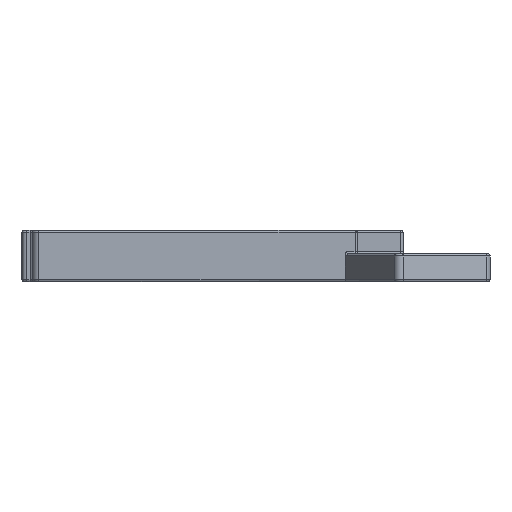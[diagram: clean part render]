
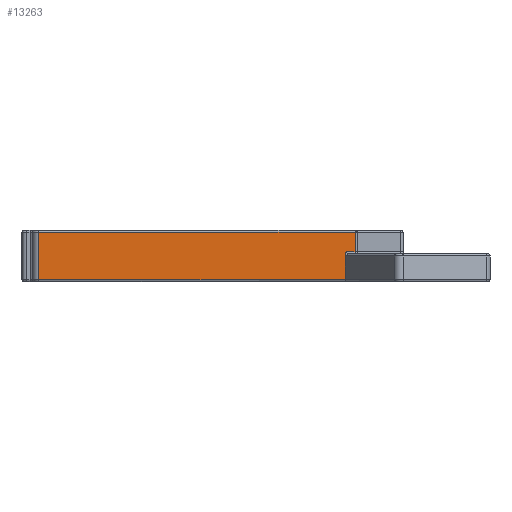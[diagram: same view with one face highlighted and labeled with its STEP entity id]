
A CAD part, left-side view. The second image highlights one B-rep face of the part: STEP entity #13263.
In plain terms, the highlighted planar face has unit normal (-1, 0, 0).
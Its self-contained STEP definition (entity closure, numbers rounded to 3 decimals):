
#246=B_SPLINE_CURVE_WITH_KNOTS('',3,(#22163,#22164,#22165,#22166,#22167,
#22168,#22169,#22170,#22171,#22172),.UNSPECIFIED.,.F.,.F.,(4,2,2,2,4),(-0.085,
-0.085,-0.038,-0.004,0.),
 .UNSPECIFIED.);
#280=PLANE('',#14544);
#681=LINE('',#20986,#1790);
#916=LINE('',#22177,#2025);
#923=LINE('',#22233,#2032);
#926=LINE('',#22249,#2035);
#929=LINE('',#22316,#2038);
#930=LINE('',#22317,#2039);
#1790=VECTOR('',#16273,10.);
#2025=VECTOR('',#17192,10.);
#2032=VECTOR('',#17231,10.);
#2035=VECTOR('',#17254,10.);
#2038=VECTOR('',#17281,10.);
#2039=VECTOR('',#17282,10.);
#3313=FACE_OUTER_BOUND('',#4209,.T.);
#4209=EDGE_LOOP('',(#10193,#10194,#10195,#10196,#10197,#10198,#10199));
#6100=VERTEX_POINT('',#20976);
#6102=VERTEX_POINT('',#20982);
#6453=VERTEX_POINT('',#22161);
#6454=VERTEX_POINT('',#22162);
#6455=VERTEX_POINT('',#22176);
#6462=VERTEX_POINT('',#22248);
#6464=VERTEX_POINT('',#22315);
#7321=EDGE_CURVE('',#6100,#6102,#681,.T.);
#7797=EDGE_CURVE('',#6453,#6454,#246,.F.);
#7800=EDGE_CURVE('',#6455,#6453,#916,.T.);
#7816=EDGE_CURVE('',#6102,#6455,#923,.T.);
#7823=EDGE_CURVE('',#6462,#6100,#926,.T.);
#7832=EDGE_CURVE('',#6454,#6464,#929,.T.);
#7833=EDGE_CURVE('',#6464,#6462,#930,.T.);
#10193=ORIENTED_EDGE('',*,*,#7321,.T.);
#10194=ORIENTED_EDGE('',*,*,#7816,.T.);
#10195=ORIENTED_EDGE('',*,*,#7800,.T.);
#10196=ORIENTED_EDGE('',*,*,#7797,.T.);
#10197=ORIENTED_EDGE('',*,*,#7832,.T.);
#10198=ORIENTED_EDGE('',*,*,#7833,.T.);
#10199=ORIENTED_EDGE('',*,*,#7823,.T.);
#13263=ADVANCED_FACE('',(#3313),#280,.T.);
#14544=AXIS2_PLACEMENT_3D('',#22314,#17279,#17280);
#16273=DIRECTION('',(0.,0.,-1.));
#17192=DIRECTION('',(0.,0.,1.));
#17231=DIRECTION('',(0.,-1.,0.));
#17254=DIRECTION('',(0.,1.,0.));
#17279=DIRECTION('center_axis',(-1.,0.,0.));
#17280=DIRECTION('ref_axis',(0.,1.,0.));
#17281=DIRECTION('',(0.,-1.,0.));
#17282=DIRECTION('',(0.,0.,1.));
#20976=CARTESIAN_POINT('',(105.5,37.325,9.5));
#20982=CARTESIAN_POINT('',(105.5,37.325,-1.5));
#20986=CARTESIAN_POINT('',(105.5,37.325,5.));
#22161=CARTESIAN_POINT('',(105.5,-34.311,4.339));
#22162=CARTESIAN_POINT('',(105.5,-34.6,5.));
#22163=CARTESIAN_POINT('Ctrl Pts',(105.5,-34.6,5.));
#22164=CARTESIAN_POINT('Ctrl Pts',(105.5,-34.599,4.999));
#22165=CARTESIAN_POINT('Ctrl Pts',(105.5,-34.599,4.999));
#22166=CARTESIAN_POINT('Ctrl Pts',(105.5,-34.525,4.926));
#22167=CARTESIAN_POINT('Ctrl Pts',(105.5,-34.445,4.83));
#22168=CARTESIAN_POINT('Ctrl Pts',(105.5,-34.345,4.602));
#22169=CARTESIAN_POINT('Ctrl Pts',(105.5,-34.318,4.492));
#22170=CARTESIAN_POINT('Ctrl Pts',(105.5,-34.312,4.365));
#22171=CARTESIAN_POINT('Ctrl Pts',(105.5,-34.311,4.353));
#22172=CARTESIAN_POINT('Ctrl Pts',(105.5,-34.311,4.34));
#22176=CARTESIAN_POINT('',(105.5,-34.311,-1.5));
#22177=CARTESIAN_POINT('',(105.5,-34.311,0.));
#22233=CARTESIAN_POINT('',(105.5,-40.457,-1.5));
#22248=CARTESIAN_POINT('',(105.5,-36.621,9.5));
#22249=CARTESIAN_POINT('',(105.5,-25.807,9.5));
#22314=CARTESIAN_POINT('Origin',(105.5,-38.064,10.));
#22315=CARTESIAN_POINT('',(105.5,-36.621,5.));
#22316=CARTESIAN_POINT('',(105.5,-25.807,5.));
#22317=CARTESIAN_POINT('',(105.5,-36.621,9.));
